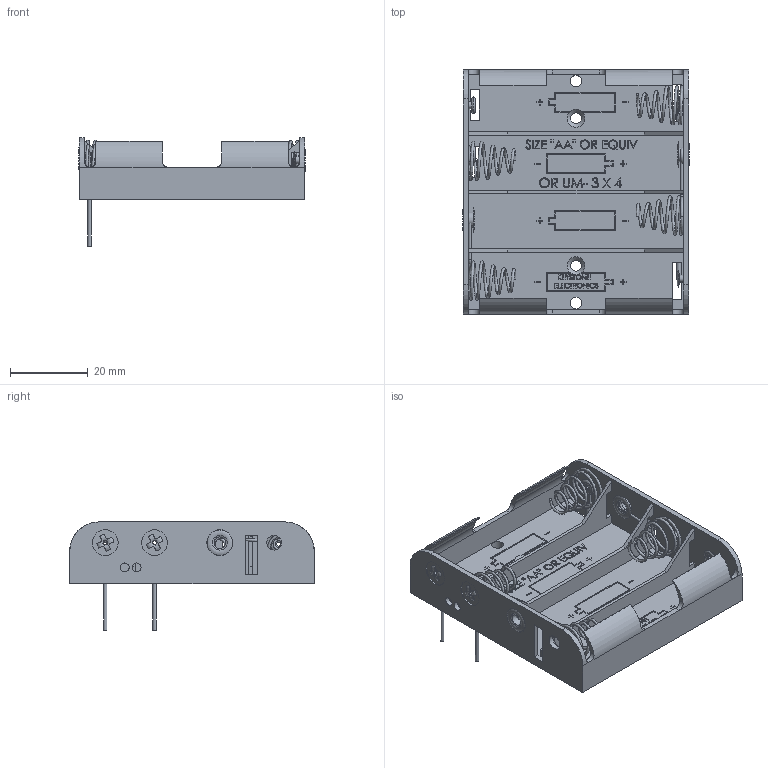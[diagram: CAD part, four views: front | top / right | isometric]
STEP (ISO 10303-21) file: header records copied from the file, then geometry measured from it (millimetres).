
FILE_DESCRIPTION(/* description */ (''),/* implementation_level */ '2;1');
FILE_NAME(/* name */ 'Keystone - 2477.step',/* time_stamp */ '2023-11-01T18:27:23Z',/* author */ (''),/* organization */ (''),/* preprocessor_version */ 'ST-DEVELOPER v20',/* originating_system */ 'Autodesk Translation Framework v12.14.0.127',/* authorisation */ '');
FILE_SCHEMA (('AUTOMOTIVE_DESIGN { 1 0 10303 214 3 1 1 }'));
Products named in the file (1): keystone-PN2477
Bounding box: 58.39 x 62.99 x 27.89 mm (x, y, z)
Volume: 11931.8 mm3; surface area: 18025.4 mm2
Topology: 14 solids, 14 shells, 946 faces, 2521 edges, 1666 vertices
Faces by surface type: plane 676, bspline 164, cylinder 86, torus 18, cone 2
Full cylindrical faces by diameter (mm): 0.864 x2, 1.024 x4, 1.219 x3, 1.778 x10, 2 x1, 2.286 x2, 2.8 x2, 2.935 x2, 3 x2, 3.81 x5, 6.655 x6, 7.264 x1
Entity records: 43965 total; most frequent: CARTESIAN_POINT 20258, ORIENTED_EDGE 5042, DIRECTION 3971, EDGE_CURVE 2521, LINE 1885, VECTOR 1885, VERTEX_POINT 1666, EDGE_LOOP 1077
